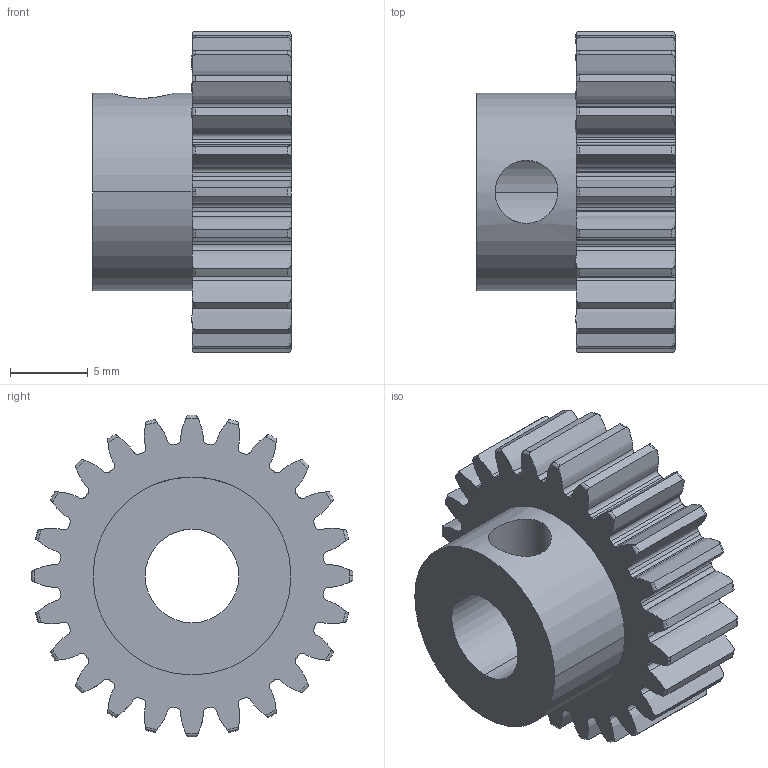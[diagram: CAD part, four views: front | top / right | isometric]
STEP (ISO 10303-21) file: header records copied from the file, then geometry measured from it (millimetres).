
FILE_DESCRIPTION (( 'STEP AP203' ), '1' );
FILE_NAME ('615266.STEP', '2014-09-24T15:52:46', ( 'Kyle' ), ( 'Microsoft' ), 'SwSTEP 2.0', 'SolidWorks 2014', '' );
FILE_SCHEMA (( 'CONFIG_CONTROL_DESIGN' ));
Length unit declared in the file: inch
Products named in the file (1): 615266
Bounding box: 12.7 x 20.64 x 20.64 mm (x, y, z)
Volume: 1834.3 mm3; surface area: 1996.2 mm2
Topology: 1 solids, 1 shells, 220 faces, 645 edges, 429 vertices
Faces by surface type: cylinder 118, torus 49, bspline 48, plane 5
Entity records: 9632 total; most frequent: CARTESIAN_POINT 3943, ORIENTED_EDGE 1290, DIRECTION 1081, EDGE_CURVE 645, AXIS2_PLACEMENT_3D 457, VERTEX_POINT 429, CIRCLE 284, EDGE_LOOP 226
